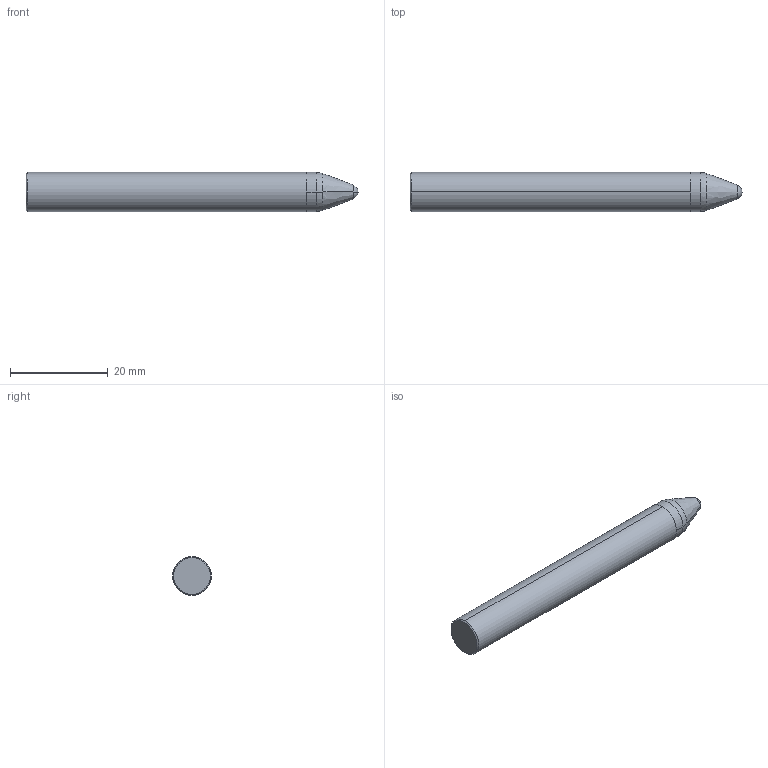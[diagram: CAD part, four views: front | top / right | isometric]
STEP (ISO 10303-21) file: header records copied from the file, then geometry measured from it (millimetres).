
FILE_DESCRIPTION((''),'2;1');
FILE_NAME('52753080_ASM','2021-04-29T09:33:05',('endresb'),(''),'CREO PARAMETRIC BY PTC INC, 2020053','CREO PARAMETRIC BY PTC INC, 2020053','');
FILE_SCHEMA(('AP242_MANAGED_MODEL_BASED_3D_ENGINEERING_MIM_LF { 1 0 10303 442 1 1 4 }'));
Length unit declared in the file: millimetre
Products named in the file (3): 52753080NC; 52753080C; 52753080_ASM
Assembly tree (2 placements, depth 2):
  52753080_ASM
    52753080NC
    52753080C
Bounding box: 68 x 8 x 8 mm (x, y, z)
Volume: 2889.5 mm3; surface area: 1793.1 mm2
Topology: 1 solids, 2 shells, 15 faces, 41 edges, 31 vertices
Faces by surface type: cylinder 4, sphere 4, plane 3, cone 2, bspline 2
Entity records: 1665 total; most frequent: CARTESIAN_POINT 172, DIRECTION 170, PROPERTY_DEFINITION 93, PRESENTATION_STYLE_ASSIGNMENT 92, STYLED_ITEM 92, REPRESENTATION 91, PROPERTY_DEFINITION_REPRESENTATION 91, GENERAL_PROPERTY 79
